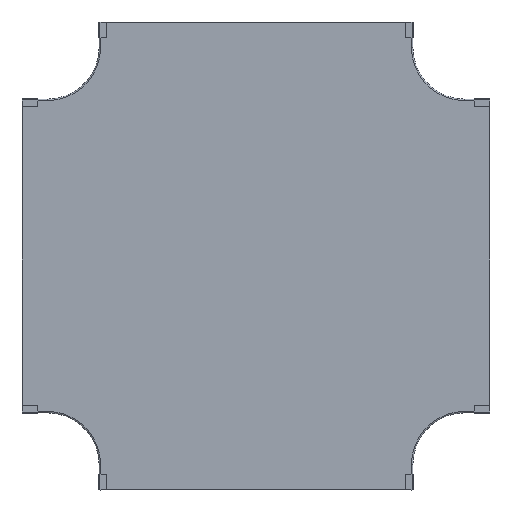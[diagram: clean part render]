
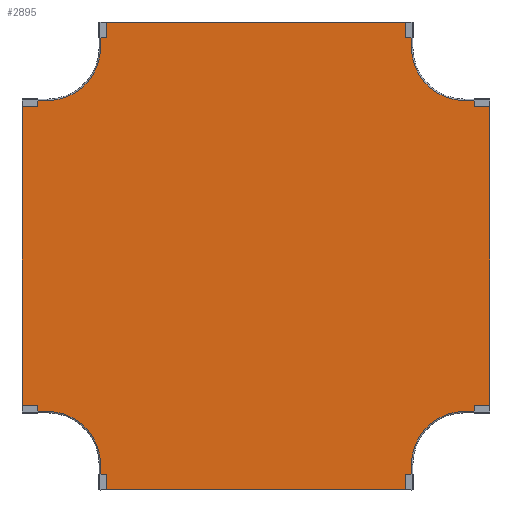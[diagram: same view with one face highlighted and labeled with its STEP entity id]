
A CAD part, top view. The second image highlights one B-rep face of the part: STEP entity #2895.
In plain terms, the highlighted planar face has unit normal (0, 0, 1).
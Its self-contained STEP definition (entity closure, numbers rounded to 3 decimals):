
#134=CIRCLE('',#3110,102.);
#147=CIRCLE('',#3130,102.);
#158=CIRCLE('',#3158,102.);
#177=CIRCLE('',#3192,102.);
#401=FACE_OUTER_BOUND('',#563,.T.);
#563=EDGE_LOOP('',(#2628,#2629,#2630,#2631,#2632,#2633,#2634,#2635,#2636,
#2637,#2638,#2639,#2640,#2641,#2642,#2643));
#754=LINE('',#4650,#1034);
#764=LINE('',#4680,#1044);
#780=LINE('',#4743,#1060);
#785=LINE('',#4755,#1065);
#790=LINE('',#4766,#1070);
#800=LINE('',#4799,#1080);
#804=LINE('',#4807,#1084);
#814=LINE('',#4845,#1094);
#827=LINE('',#4879,#1107);
#834=LINE('',#4911,#1114);
#839=LINE('',#4923,#1119);
#843=LINE('',#4931,#1123);
#1034=VECTOR('',#3778,1.);
#1044=VECTOR('',#3804,1.);
#1060=VECTOR('',#3876,1.);
#1065=VECTOR('',#3889,1.);
#1070=VECTOR('',#3902,1.);
#1080=VECTOR('',#3934,1.);
#1084=VECTOR('',#3942,1.);
#1094=VECTOR('',#3986,1.);
#1107=VECTOR('',#4015,1.);
#1114=VECTOR('',#4054,1.);
#1119=VECTOR('',#4067,1.);
#1123=VECTOR('',#4079,1.);
#1306=VERTEX_POINT('',#4643);
#1309=VERTEX_POINT('',#4648);
#1318=VERTEX_POINT('',#4673);
#1321=VERTEX_POINT('',#4678);
#1336=VERTEX_POINT('',#4730);
#1339=VERTEX_POINT('',#4735);
#1340=VERTEX_POINT('',#4742);
#1345=VERTEX_POINT('',#4765);
#1354=VERTEX_POINT('',#4792);
#1357=VERTEX_POINT('',#4797);
#1362=VERTEX_POINT('',#4817);
#1369=VERTEX_POINT('',#4841);
#1382=VERTEX_POINT('',#4876);
#1383=VERTEX_POINT('',#4878);
#1391=VERTEX_POINT('',#4904);
#1392=VERTEX_POINT('',#4910);
#1670=EDGE_CURVE('',#1306,#1309,#754,.T.);
#1684=EDGE_CURVE('',#1318,#1321,#764,.T.);
#1690=EDGE_CURVE('',#1306,#1321,#134,.T.);
#1713=EDGE_CURVE('',#1336,#1339,#147,.T.);
#1716=EDGE_CURVE('',#1340,#1318,#780,.T.);
#1723=EDGE_CURVE('',#1340,#1339,#785,.T.);
#1728=EDGE_CURVE('',#1336,#1345,#790,.T.);
#1744=EDGE_CURVE('',#1354,#1357,#800,.T.);
#1748=EDGE_CURVE('',#1345,#1357,#804,.T.);
#1754=EDGE_CURVE('',#1354,#1362,#158,.T.);
#1768=EDGE_CURVE('',#1369,#1362,#814,.T.);
#1784=EDGE_CURVE('',#1382,#1383,#827,.T.);
#1798=EDGE_CURVE('',#1382,#1391,#177,.T.);
#1800=EDGE_CURVE('',#1369,#1392,#834,.T.);
#1807=EDGE_CURVE('',#1392,#1391,#839,.T.);
#1811=EDGE_CURVE('',#1383,#1309,#843,.T.);
#2628=ORIENTED_EDGE('',*,*,#1811,.F.);
#2629=ORIENTED_EDGE('',*,*,#1784,.F.);
#2630=ORIENTED_EDGE('',*,*,#1798,.T.);
#2631=ORIENTED_EDGE('',*,*,#1807,.F.);
#2632=ORIENTED_EDGE('',*,*,#1800,.F.);
#2633=ORIENTED_EDGE('',*,*,#1768,.T.);
#2634=ORIENTED_EDGE('',*,*,#1754,.F.);
#2635=ORIENTED_EDGE('',*,*,#1744,.T.);
#2636=ORIENTED_EDGE('',*,*,#1748,.F.);
#2637=ORIENTED_EDGE('',*,*,#1728,.F.);
#2638=ORIENTED_EDGE('',*,*,#1713,.T.);
#2639=ORIENTED_EDGE('',*,*,#1723,.F.);
#2640=ORIENTED_EDGE('',*,*,#1716,.T.);
#2641=ORIENTED_EDGE('',*,*,#1684,.T.);
#2642=ORIENTED_EDGE('',*,*,#1690,.F.);
#2643=ORIENTED_EDGE('',*,*,#1670,.T.);
#2733=PLANE('',#3203);
#2895=ADVANCED_FACE('',(#401),#2733,.T.);
#3110=AXIS2_PLACEMENT_3D('',#4691,#3818,#3819);
#3130=AXIS2_PLACEMENT_3D('',#4737,#3868,#3869);
#3158=AXIS2_PLACEMENT_3D('',#4818,#3954,#3955);
#3192=AXIS2_PLACEMENT_3D('',#4906,#4047,#4048);
#3203=AXIS2_PLACEMENT_3D('',#4932,#4080,#4081);
#3778=DIRECTION('',(-1.,0.,0.));
#3804=DIRECTION('',(0.,-1.,0.));
#3818=DIRECTION('center_axis',(0.,0.,1.));
#3819=DIRECTION('ref_axis',(0.,-1.,0.));
#3868=DIRECTION('center_axis',(0.,0.,-1.));
#3869=DIRECTION('ref_axis',(0.,-1.,0.));
#3876=DIRECTION('',(-1.,0.,0.));
#3889=DIRECTION('',(0.,-1.,0.));
#3902=DIRECTION('',(1.,0.,0.));
#3934=DIRECTION('',(1.,0.,0.));
#3942=DIRECTION('',(0.,-1.,0.));
#3954=DIRECTION('center_axis',(0.,0.,1.));
#3955=DIRECTION('ref_axis',(0.,1.,0.));
#3986=DIRECTION('',(0.,1.,0.));
#4015=DIRECTION('',(-1.,0.,0.));
#4047=DIRECTION('center_axis',(0.,0.,-1.));
#4048=DIRECTION('ref_axis',(0.,1.,0.));
#4054=DIRECTION('',(-1.,0.,0.));
#4067=DIRECTION('',(0.,1.,0.));
#4079=DIRECTION('',(0.,1.,0.));
#4080=DIRECTION('center_axis',(0.,0.,1.));
#4081=DIRECTION('ref_axis',(0.,1.,0.));
#4643=CARTESIAN_POINT('',(33.801,569.189,54.143));
#4648=CARTESIAN_POINT('',(-15.499,569.189,54.143));
#4650=CARTESIAN_POINT('',(33.801,569.189,54.143));
#4673=CARTESIAN_POINT('',(135.801,720.488,54.143));
#4678=CARTESIAN_POINT('',(135.801,671.188,54.143));
#4680=CARTESIAN_POINT('',(135.801,720.488,54.143));
#4691=CARTESIAN_POINT('Origin',(33.801,671.188,54.143));
#4730=CARTESIAN_POINT('',(836.201,569.189,54.143));
#4735=CARTESIAN_POINT('',(734.201,671.188,54.143));
#4737=CARTESIAN_POINT('Origin',(836.201,671.188,54.143));
#4742=CARTESIAN_POINT('',(734.201,720.488,54.143));
#4743=CARTESIAN_POINT('',(485.001,720.488,54.143));
#4755=CARTESIAN_POINT('',(734.201,720.488,54.143));
#4765=CARTESIAN_POINT('',(885.501,569.189,54.143));
#4766=CARTESIAN_POINT('',(836.201,569.189,54.143));
#4792=CARTESIAN_POINT('',(836.201,-29.212,54.143));
#4797=CARTESIAN_POINT('',(885.501,-29.212,54.143));
#4799=CARTESIAN_POINT('',(836.201,-29.212,54.143));
#4807=CARTESIAN_POINT('',(885.501,23.189,54.143));
#4817=CARTESIAN_POINT('',(734.201,-131.212,54.143));
#4818=CARTESIAN_POINT('Origin',(836.201,-131.212,54.143));
#4841=CARTESIAN_POINT('',(734.201,-180.512,54.143));
#4845=CARTESIAN_POINT('',(734.201,-180.512,54.143));
#4876=CARTESIAN_POINT('',(33.801,-29.212,54.143));
#4878=CARTESIAN_POINT('',(-15.499,-29.212,54.143));
#4879=CARTESIAN_POINT('',(33.801,-29.212,54.143));
#4904=CARTESIAN_POINT('',(135.801,-131.212,54.143));
#4906=CARTESIAN_POINT('Origin',(33.801,-131.212,54.143));
#4910=CARTESIAN_POINT('',(135.801,-180.512,54.143));
#4911=CARTESIAN_POINT('',(158.801,-180.512,54.143));
#4923=CARTESIAN_POINT('',(135.801,-180.512,54.143));
#4931=CARTESIAN_POINT('',(-15.499,516.788,54.143));
#4932=CARTESIAN_POINT('Origin',(33.801,-29.212,54.143));
